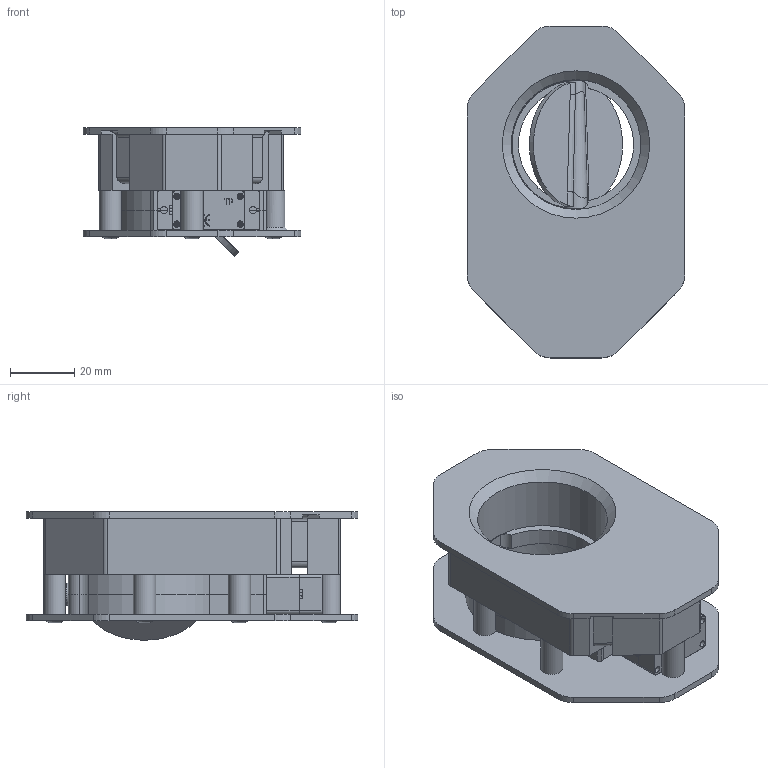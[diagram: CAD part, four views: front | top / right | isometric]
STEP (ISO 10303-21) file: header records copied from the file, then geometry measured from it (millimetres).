
FILE_DESCRIPTION(/* description */ (''),/* implementation_level */ '2;1');
FILE_NAME(/* name */ '',/* time_stamp */ '2024-02-09T14:00:02+03:00',/* author */ ('Gungrel'),/* organization */ (''),/* preprocessor_version */ 'ST-DEVELOPER v19.2',/* originating_system */ 'Autodesk Inventor 2024',/* authorisation */ '');
FILE_SCHEMA (('AUTOMOTIVE_DESIGN { 1 0 10303 214 3 1 1 }'));
Length unit declared in the file: millimetre
Products named in the file (9): Заслонка; SG90 - Micro Servo 9g - Tower Pro; SG90 - Micro Servo 9g - Tower Pro.1_Pea; SG90 - Micro Servo 9g - Tower Pro.6_BS EN ISO 7045 - M2 x 4 - Z - 4S; Корпус заслонки; лепесток заслонки; дифузор заслонки 
внут; ISO 7380-1 - M3 x 20; ISO 7380-1 - M3 x 10
Assembly tree (15 placements, depth 3):
  Заслонка
    SG90 - Micro Servo 9g - Tower Pro
      SG90 - Micro Servo 9g - Tower Pro.1_Pea
      SG90 - Micro Servo 9g - Tower Pro.6_BS EN ISO 7045 - M2 x 4 - Z - 4S
    Корпус заслонки
    лепесток заслонки
    дифузор заслонки 
внут
    ISO 7380-1 - M3 x 20  x6
    ISO 7380-1 - M3 x 10  x3
Bounding box: 68 x 103.59 x 40.1 mm (x, y, z)
Volume: 99316.5 mm3; surface area: 47392.5 mm2
Topology: 27 solids, 27 shells, 1241 faces, 3818 edges, 2782 vertices
Faces by surface type: plane 757, cylinder 296, bspline 97, cone 51, torus 37, sphere 3
Full cylindrical faces by diameter (mm): 0.2 x1, 0.5 x1, 1 x3, 1.6 x2, 1.8 x4, 2 x13, 2.5 x9, 3 x9, 3.1 x1, 3.2 x9, 5 x2, 5.5 x3, 5.7 x15, 7 x5, 7.1 x1, 40.5 x1
Entity records: 48782 total; most frequent: CARTESIAN_POINT 16943, ORIENTED_EDGE 7122, DIRECTION 5643, EDGE_CURVE 3561, VERTEX_POINT 2614, LINE 2057, VECTOR 2057, AXIS2_PLACEMENT_3D 1793
